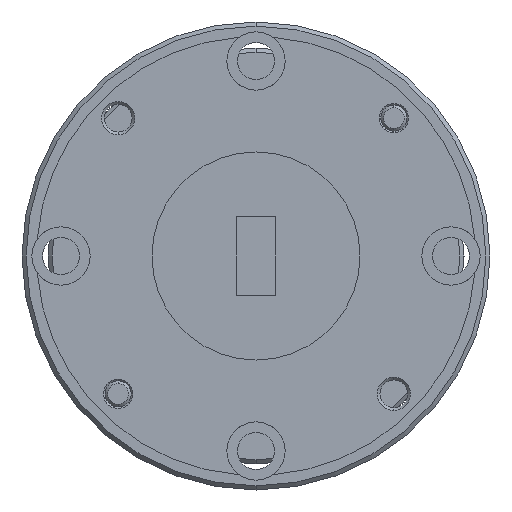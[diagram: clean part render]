
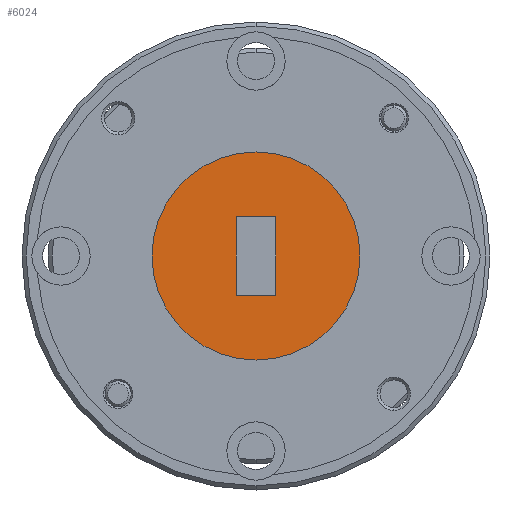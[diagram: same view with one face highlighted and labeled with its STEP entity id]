
A CAD part, left-side view. The second image highlights one B-rep face of the part: STEP entity #6024.
In plain terms, the highlighted planar face has unit normal (-1, 0, 0).
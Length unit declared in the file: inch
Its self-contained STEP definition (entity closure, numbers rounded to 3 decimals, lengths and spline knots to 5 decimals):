
#16 = VERTEX_POINT ( 'NONE', #2699 ) ;
#64 = EDGE_CURVE ( 'NONE', #3150, #3784, #2233, .T. ) ;
#92 = VERTEX_POINT ( 'NONE', #2806 ) ;
#94 = VECTOR ( 'NONE', #5524, 39.37008 ) ;
#197 = FACE_OUTER_BOUND ( 'NONE', #970, .T. ) ;
#307 = CARTESIAN_POINT ( 'NONE',  ( -2.43752, -0.1094, -0.50596 ) ) ;
#426 = DIRECTION ( 'NONE',  ( -1., 0., 0. ) ) ;
#852 = EDGE_CURVE ( 'NONE', #3784, #2653, #3324, .T. ) ;
#970 = EDGE_LOOP ( 'NONE', ( #3215, #6630 ) ) ;
#1330 = VECTOR ( 'NONE', #4338, 39.37008 ) ;
#1368 = DIRECTION ( 'NONE',  ( 0., 0., 1. ) ) ;
#1546 = EDGE_CURVE ( 'NONE', #2542, #3150, #5206, .T. ) ;
#1973 = EDGE_CURVE ( 'NONE', #92, #16, #3492, .T. ) ;
#2125 = DIRECTION ( 'NONE',  ( 0., 0., -1. ) ) ;
#2205 = CARTESIAN_POINT ( 'NONE',  ( -2.43752, -0.1564, -0.41196 ) ) ;
#2233 = LINE ( 'NONE', #2774, #5082 ) ;
#2428 = PLANE ( 'NONE',  #6315 ) ;
#2433 = ORIENTED_EDGE ( 'NONE', *, *, #852, .F. ) ;
#2487 = CARTESIAN_POINT ( 'NONE',  ( -2.43752, -0.0624, -0.59996 ) ) ;
#2542 = VERTEX_POINT ( 'NONE', #3066 ) ;
#2653 = VERTEX_POINT ( 'NONE', #4044 ) ;
#2695 = CARTESIAN_POINT ( 'NONE',  ( -2.43752, -0.0624, -0.41196 ) ) ;
#2699 = CARTESIAN_POINT ( 'NONE',  ( -2.43752, -0.1094, -0.25596 ) ) ;
#2774 = CARTESIAN_POINT ( 'NONE',  ( -2.43752, -0.0624, -0.41196 ) ) ;
#2806 = CARTESIAN_POINT ( 'NONE',  ( -2.43752, -0.1094, -0.75596 ) ) ;
#2900 = DIRECTION ( 'NONE',  ( 0., 1., 0. ) ) ;
#2983 = CIRCLE ( 'NONE', #3917, 0.25 ) ;
#3066 = CARTESIAN_POINT ( 'NONE',  ( -2.43752, -0.1564, -0.41196 ) ) ;
#3150 = VERTEX_POINT ( 'NONE', #2695 ) ;
#3215 = ORIENTED_EDGE ( 'NONE', *, *, #6457, .T. ) ;
#3324 = LINE ( 'NONE', #6619, #94 ) ;
#3492 = CIRCLE ( 'NONE', #6377, 0.25 ) ;
#3515 = CARTESIAN_POINT ( 'NONE',  ( -2.43752, -0.1564, -0.41196 ) ) ;
#3784 = VERTEX_POINT ( 'NONE', #2487 ) ;
#3883 = CARTESIAN_POINT ( 'NONE',  ( -2.43752, -0.1094, -0.50596 ) ) ;
#3917 = AXIS2_PLACEMENT_3D ( 'NONE', #3883, #6090, #5578 ) ;
#3953 = VECTOR ( 'NONE', #2900, 39.37008 ) ;
#4044 = CARTESIAN_POINT ( 'NONE',  ( -2.43752, -0.1564, -0.59996 ) ) ;
#4338 = DIRECTION ( 'NONE',  ( 0., 0., 1. ) ) ;
#4643 = CARTESIAN_POINT ( 'NONE',  ( -2.43752, 0.4531, -0.50596 ) ) ;
#4911 = EDGE_CURVE ( 'NONE', #2653, #2542, #7155, .T. ) ;
#5068 = EDGE_LOOP ( 'NONE', ( #2433, #6402, #6996, #6448 ) ) ;
#5082 = VECTOR ( 'NONE', #2125, 39.37008 ) ;
#5206 = LINE ( 'NONE', #3515, #3953 ) ;
#5524 = DIRECTION ( 'NONE',  ( 0., -1., 0. ) ) ;
#5578 = DIRECTION ( 'NONE',  ( 0., 0., 1. ) ) ;
#6001 = FACE_BOUND ( 'NONE', #5068, .T. ) ;
#6024 = ADVANCED_FACE ( 'NONE', ( #6001, #197 ), #2428, .T. ) ;
#6090 = DIRECTION ( 'NONE',  ( -1., 0., 0. ) ) ;
#6315 = AXIS2_PLACEMENT_3D ( 'NONE', #4643, #6874, #1368 ) ;
#6377 = AXIS2_PLACEMENT_3D ( 'NONE', #307, #426, #7052 ) ;
#6402 = ORIENTED_EDGE ( 'NONE', *, *, #64, .F. ) ;
#6448 = ORIENTED_EDGE ( 'NONE', *, *, #4911, .F. ) ;
#6457 = EDGE_CURVE ( 'NONE', #16, #92, #2983, .T. ) ;
#6619 = CARTESIAN_POINT ( 'NONE',  ( -2.43752, -0.1564, -0.59996 ) ) ;
#6630 = ORIENTED_EDGE ( 'NONE', *, *, #1973, .T. ) ;
#6874 = DIRECTION ( 'NONE',  ( -1., 0., 0. ) ) ;
#6996 = ORIENTED_EDGE ( 'NONE', *, *, #1546, .F. ) ;
#7052 = DIRECTION ( 'NONE',  ( 0., 0., 1. ) ) ;
#7155 = LINE ( 'NONE', #2205, #1330 ) ;
